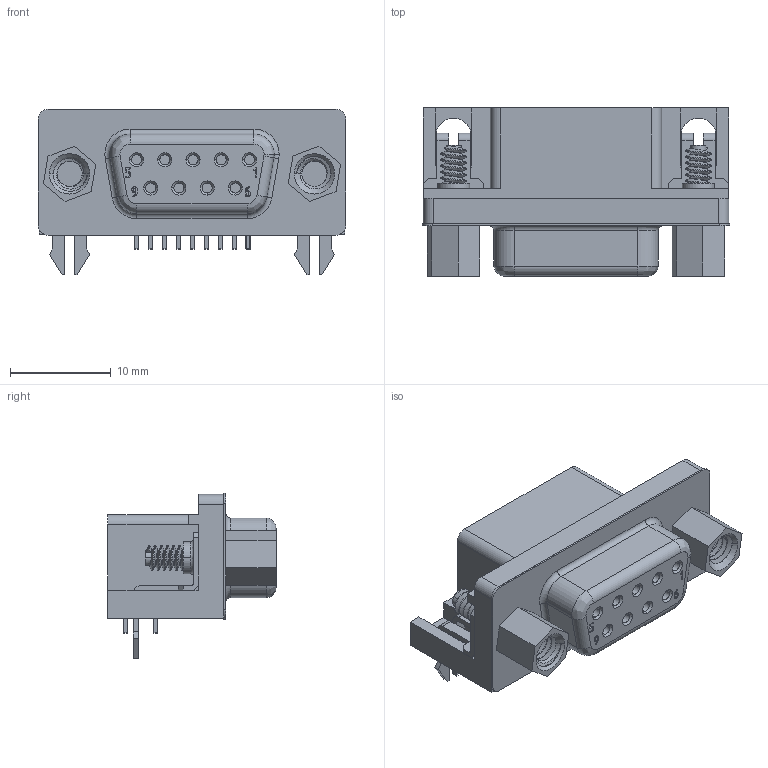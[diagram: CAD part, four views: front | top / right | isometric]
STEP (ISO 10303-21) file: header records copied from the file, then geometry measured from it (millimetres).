
FILE_DESCRIPTION(('FreeCAD Model'),'2;1');
FILE_NAME('Fusion.step','2018-07-08T19:02:36',( 'kicad StepUp'),('ksu MCAD'),'Open CASCADE STEP processor 6.8', 'FreeCAD','Unknown');
FILE_SCHEMA(('AUTOMOTIVE_DESIGN_CC2 { 1 2 10303 214 -1 1 5 4 }'));
Length unit declared in the file: millimetre
Products named in the file (1): Fusion
Bounding box: 30.5 x 16.7 x 16.4 mm (x, y, z)
Volume: 3343.8 mm3; surface area: 3223.5 mm2
Topology: 1 solids, 2 shells, 645 faces, 1708 edges, 1059 vertices
Faces by surface type: plane 296, cylinder 199, bspline 85, cone 60, torus 5
Entity records: 35399 total; most frequent: CARTESIAN_POINT 16012, ORIENTED_EDGE 3344, DIRECTION 2765, EDGE_CURVE 1672, VERTEX_POINT 1059, LINE 1011, VECTOR 1011, AXIS2_PLACEMENT_3D 877
